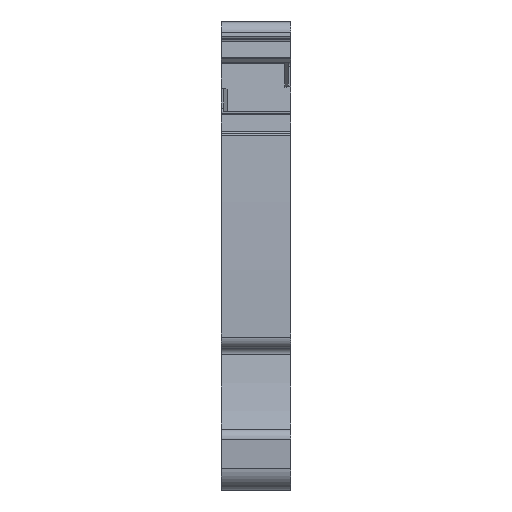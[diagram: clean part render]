
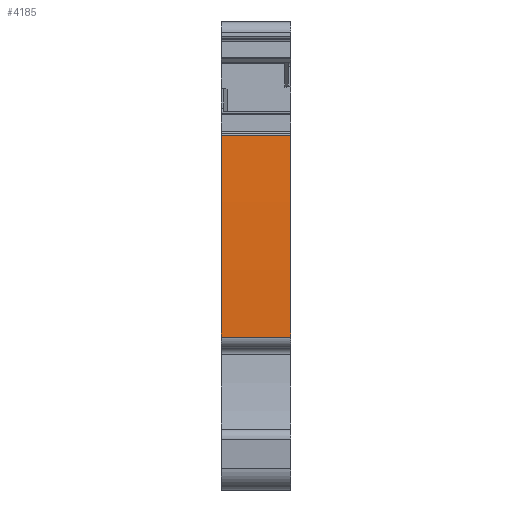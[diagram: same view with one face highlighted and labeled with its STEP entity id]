
A CAD part, front view. The second image highlights one B-rep face of the part: STEP entity #4185.
In plain terms, the highlighted cylindrical face has radius 248.5 mm (diameter 497 mm), a partial arc.
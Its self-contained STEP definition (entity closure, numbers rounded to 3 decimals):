
#1477=AXIS2_PLACEMENT_3D('Circle Axis2P3D',#1475,#1476,$) ;
#2081=AXIS2_PLACEMENT_3D('Cylinder Axis2P3D',#2078,#2079,#2080) ;
#4176=AXIS2_PLACEMENT_3D('Circle Axis2P3D',#4174,#4175,$) ;
#1472=CARTESIAN_POINT('Vertex',(0.,1.522,13.435)) ;
#1475=CARTESIAN_POINT('Axis2P3D Location',(0.,249.996,17.05)) ;
#1479=CARTESIAN_POINT('Vertex',(0.,1.896,31.153)) ;
#2078=CARTESIAN_POINT('Axis2P3D Location',(3.05,249.996,17.05)) ;
#4146=CARTESIAN_POINT('Line Origine',(3.05,1.896,31.153)) ;
#4150=CARTESIAN_POINT('Vertex',(6.1,1.896,31.153)) ;
#4167=CARTESIAN_POINT('Line Origine',(3.05,1.522,13.435)) ;
#4171=CARTESIAN_POINT('Vertex',(6.1,1.522,13.435)) ;
#4174=CARTESIAN_POINT('Axis2P3D Location',(6.1,249.996,17.05)) ;
#1476=DIRECTION('Axis2P3D Direction',(1.,0.,0.)) ;
#2079=DIRECTION('Axis2P3D Direction',(1.,0.,0.)) ;
#2080=DIRECTION('Axis2P3D XDirection',(0.,-0.996,0.093)) ;
#4147=DIRECTION('Vector Direction',(1.,0.,0.)) ;
#4168=DIRECTION('Vector Direction',(1.,0.,0.)) ;
#4175=DIRECTION('Axis2P3D Direction',(1.,0.,0.)) ;
#4148=VECTOR('Line Direction',#4147,1.) ;
#4169=VECTOR('Line Direction',#4168,1.) ;
#4180=ORIENTED_EDGE('',*,*,#4152,.F.) ;
#4181=ORIENTED_EDGE('',*,*,#1481,.T.) ;
#4182=ORIENTED_EDGE('',*,*,#4173,.T.) ;
#4183=ORIENTED_EDGE('',*,*,#4178,.F.) ;
#4185=ADVANCED_FACE('MLD',(#4184),#2082,.T.) ;
#1478=CIRCLE('generated circle',#1477,248.5) ;
#4177=CIRCLE('generated circle',#4176,248.5) ;
#2082=CYLINDRICAL_SURFACE('generated cylinder',#2081,248.5) ;
#1481=EDGE_CURVE('',#1480,#1473,#1478,.T.) ;
#4152=EDGE_CURVE('',#1480,#4151,#4149,.T.) ;
#4173=EDGE_CURVE('',#1473,#4172,#4170,.T.) ;
#4178=EDGE_CURVE('',#4151,#4172,#4177,.T.) ;
#4179=EDGE_LOOP('',(#4180,#4181,#4182,#4183)) ;
#4184=FACE_OUTER_BOUND('',#4179,.T.) ;
#4149=LINE('Line',#4146,#4148) ;
#4170=LINE('Line',#4167,#4169) ;
#1473=VERTEX_POINT('',#1472) ;
#1480=VERTEX_POINT('',#1479) ;
#4151=VERTEX_POINT('',#4150) ;
#4172=VERTEX_POINT('',#4171) ;
